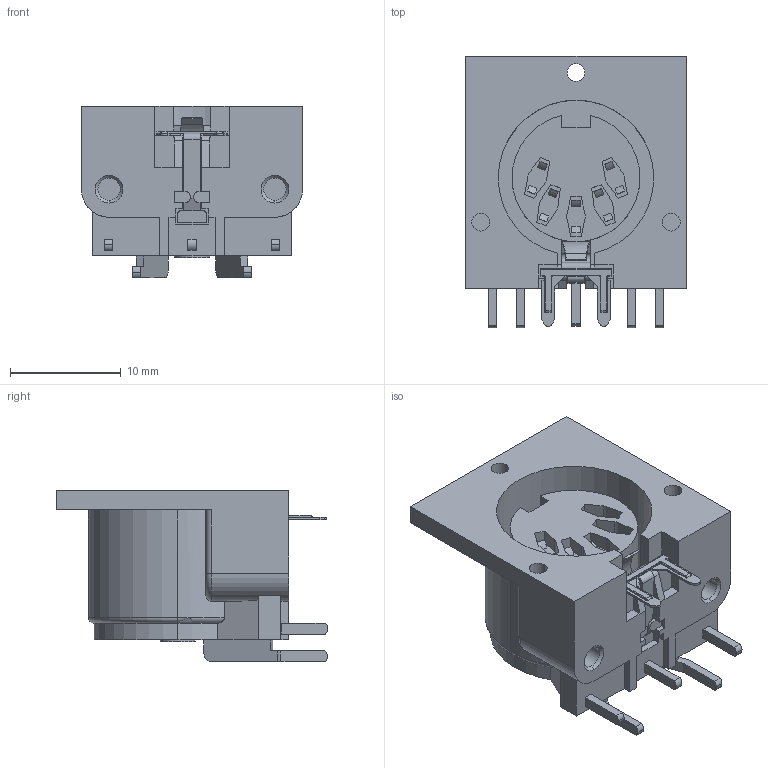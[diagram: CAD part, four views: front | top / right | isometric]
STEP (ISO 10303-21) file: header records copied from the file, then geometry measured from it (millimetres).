
FILE_DESCRIPTION (( 'STEP AP214' ), '1' );
FILE_NAME ('57PC5F.STEP', '2015-12-07T20:41:52', ( '' ), ( '' ), 'SwSTEP 2.0', 'SolidWorks 2014', '' );
FILE_SCHEMA (( 'AUTOMOTIVE_DESIGN' ));
Length unit declared in the file: inch
Products named in the file (1): 57PC5F
Bounding box: 19.96 x 24.55 x 15.49 mm (x, y, z)
Volume: 3090.8 mm3; surface area: 3090.6 mm2
Topology: 1 solids, 1 shells, 388 faces, 1065 edges, 694 vertices
Faces by surface type: plane 264, cylinder 107, torus 13, cone 4
Entity records: 12365 total; most frequent: CARTESIAN_POINT 2280, ORIENTED_EDGE 2130, DIRECTION 2057, EDGE_CURVE 1065, LINE 803, VECTOR 803, VERTEX_POINT 694, AXIS2_PLACEMENT_3D 627
